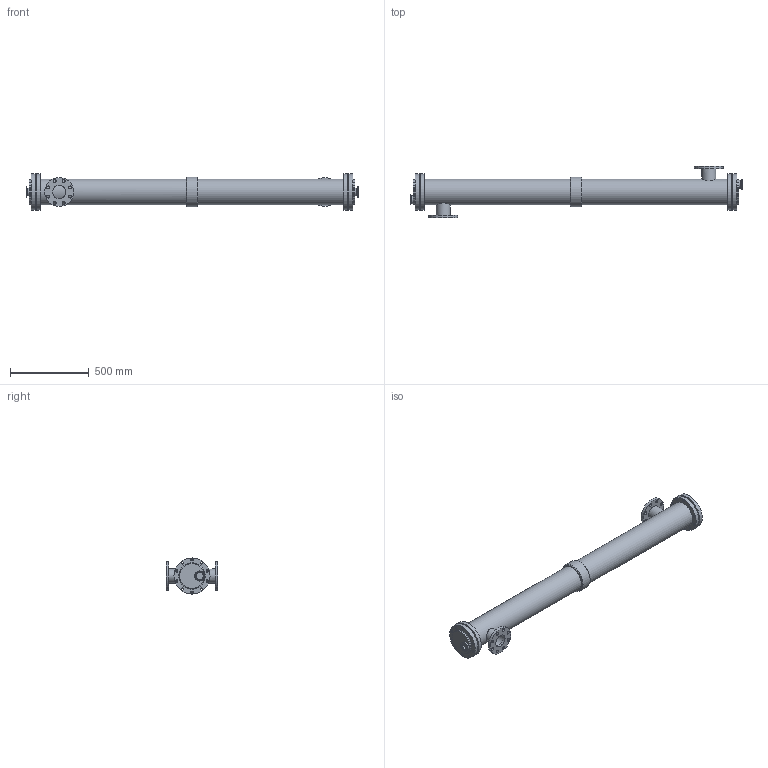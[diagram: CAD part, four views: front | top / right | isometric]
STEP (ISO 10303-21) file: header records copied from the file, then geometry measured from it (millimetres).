
FILE_DESCRIPTION(/* description */ (''),/* implementation_level */ '2;1');
FILE_NAME(/* name */ 'HE150A-80A-20.stp',/* time_stamp */ '2024-04-24T13:05:36+09:00',/* author */ ('autocad33'),/* organization */ (''),/* preprocessor_version */ 'ST-DEVELOPER v19.2',/* originating_system */ 'Autodesk Inventor 2023',/* authorisation */ '');
FILE_SCHEMA (('AUTOMOTIVE_DESIGN { 1 0 10303 214 3 1 1 }','MODEL_BASED_INTEGRATED_MANUFACTURING_SCHEMA'));
Length unit declared in the file: millimetre
Products named in the file (1): HE150A元-01
Bounding box: 2112 x 330 x 230 mm (x, y, z)
Volume: 47444250.5 mm3; surface area: 1533372 mm2
Topology: 1 solids, 1 shells, 111 faces, 271 edges, 181 vertices
Faces by surface type: cylinder 81, plane 20, torus 6, cone 4
Full cylindrical faces by diameter (mm): 14 x40, 19 x16, 47.8 x2, 50.8 x2, 64 x2, 83.1 x2, 89.1 x2, 158 x2, 165.2 x2, 185 x4, 190 x1, 230 x4
Entity records: 3885 total; most frequent: CARTESIAN_POINT 829, DIRECTION 664, ORIENTED_EDGE 542, AXIS2_PLACEMENT_3D 290, EDGE_CURVE 271, EDGE_LOOP 242, VERTEX_POINT 181, CIRCLE 178
